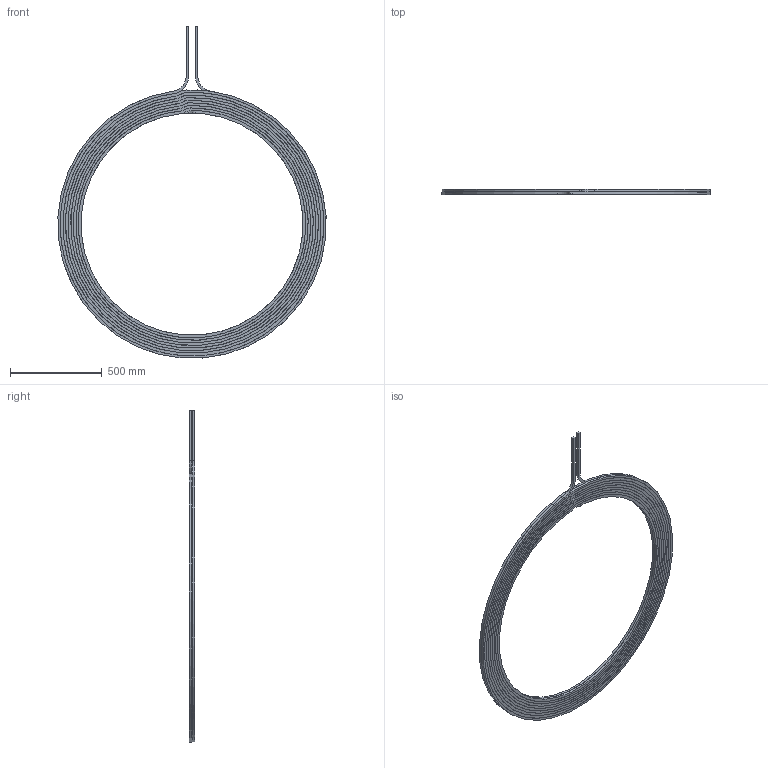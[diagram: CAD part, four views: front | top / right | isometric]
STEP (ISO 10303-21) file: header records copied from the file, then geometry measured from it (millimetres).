
FILE_DESCRIPTION(/* description */ (''),/* implementation_level */ '2;1');
FILE_NAME(/* name */ 'MM-1035 - Single Coil Pancake (Solid Conductor) - Sharp Edges.stp',/* time_stamp */ '2025-05-14T12:43:21-07:00',/* author */ ('Gmcgleenan'),/* organization */ (''),/* preprocessor_version */ 'ST-DEVELOPER v19.2',/* originating_system */ 'Autodesk Inventor 2023',/* authorisation */ '');
FILE_SCHEMA (('AUTOMOTIVE_DESIGN { 1 0 10303 214 3 1 1 }'));
Length unit declared in the file: millimetre
Products named in the file (1): MM-1035 - Single Coil Pancake (Solid Conductor)
Bounding box: 1461.6 x 27.7 x 1809.54 mm (x, y, z)
Volume: 14109008.6 mm3; surface area: 4150078.3 mm2
Topology: 1 solids, 1 shells, 126 faces, 372 edges, 248 vertices
Faces by surface type: cylinder 112, plane 14
Entity records: 4383 total; most frequent: DIRECTION 850, CARTESIAN_POINT 747, ORIENTED_EDGE 744, EDGE_CURVE 372, AXIS2_PLACEMENT_3D 351, VERTEX_POINT 248, CIRCLE 224, LINE 148
